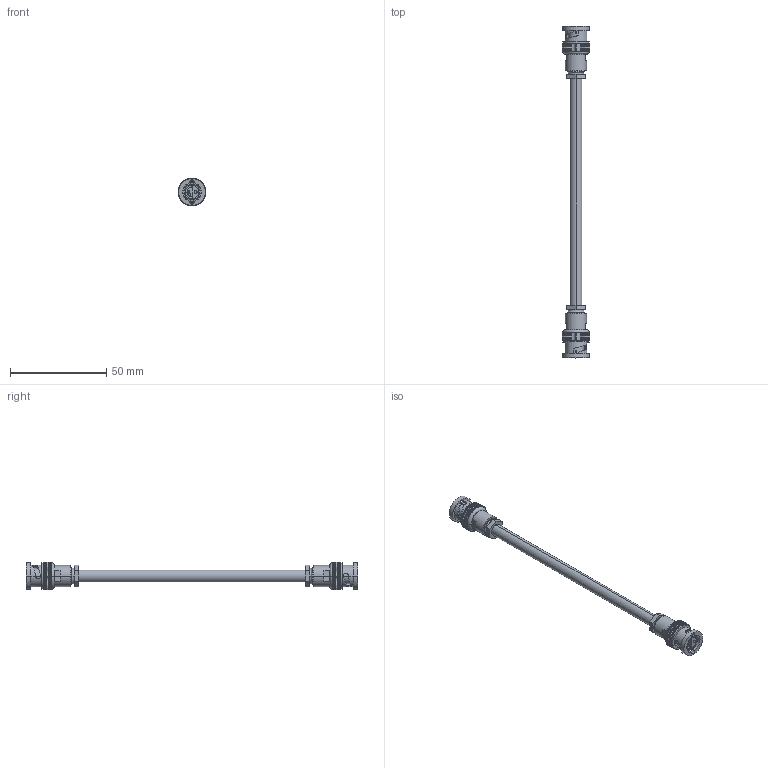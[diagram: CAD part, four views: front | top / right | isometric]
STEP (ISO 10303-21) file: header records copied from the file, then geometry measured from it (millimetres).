
FILE_DESCRIPTION (( 'STEP AP214' ), '1' );
FILE_NAME ('CTC.STEP', '2006-08-02T14:49:24', ( ' ' ), ( ' ' ), 'SwSTEP 2.0', 'SolidWorks 2005354', '' );
FILE_SCHEMA (( 'AUTOMOTIVE_DESIGN' ));
Length unit declared in the file: inch
Products named in the file (11): BAC928; M4227; BAC928-MA5; BAC928_with flange; BAC928-MA7; BAC928-MA3; BAC928-MA2; BAC928-MA4; BAC928-MA6; CTC; BAC928-MA1
Assembly tree (11 placements, depth 3):
  CTC
    M4227
    BAC928  x2
      BAC928-MA7
      BAC928_with flange
      BAC928-MA3
      BAC928-MA6
      BAC928-MA5
      BAC928-MA1
      BAC928-MA2
      BAC928-MA4
Bounding box: 14.48 x 172.62 x 14.48 mm (x, y, z)
Volume: 7138.6 mm3; surface area: 10661.6 mm2
Topology: 17 solids, 17 shells, 902 faces, 2460 edges, 1612 vertices
Faces by surface type: plane 464, cylinder 346, cone 56, torus 20, bspline 16
Entity records: 15992 total; most frequent: CARTESIAN_POINT 3547, DIRECTION 2519, ORIENTED_EDGE 2466, EDGE_CURVE 1233, AXIS2_PLACEMENT_3D 884, VERTEX_POINT 808, VECTOR 751, LINE 751
